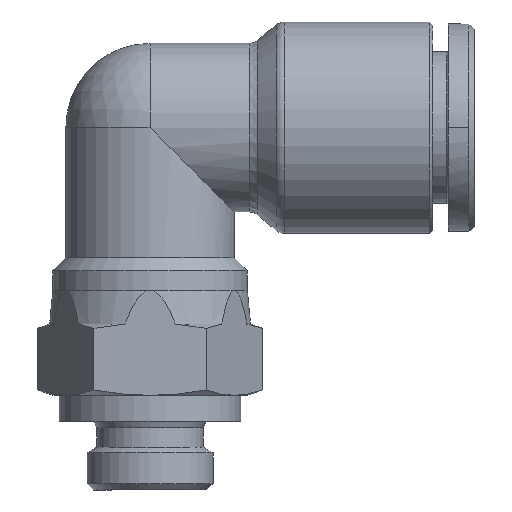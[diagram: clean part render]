
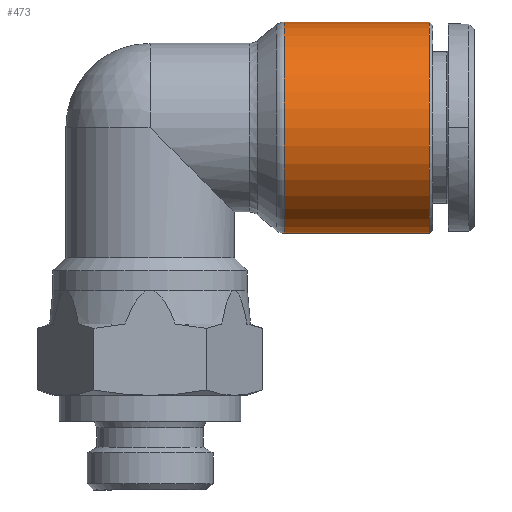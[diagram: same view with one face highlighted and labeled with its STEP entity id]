
A CAD part, front view. The second image highlights one B-rep face of the part: STEP entity #473.
In plain terms, the highlighted cylindrical face has radius 8.15 mm (diameter 16.3 mm), a partial arc.
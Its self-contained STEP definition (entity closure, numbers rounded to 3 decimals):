
#432=CARTESIAN_POINT('',(5.767,0.,0.));
#433=DIRECTION('',(1.0,0.0,0.0));
#434=DIRECTION('',(0.0,0.0,1.0));
#435=AXIS2_PLACEMENT_3D('',#432,#433,#434);
#436=CYLINDRICAL_SURFACE('',#435,8.15);
#437=CARTESIAN_POINT('',(1.126,0.,8.15));
#438=VERTEX_POINT('',#437);
#439=CARTESIAN_POINT('',(12.317,0.,8.15));
#440=VERTEX_POINT('',#439);
#441=CARTESIAN_POINT('',(1.126,0.,8.15));
#442=DIRECTION('',(1.0,0.0,0.0));
#443=VECTOR('',#442,11.191);
#444=LINE('',#441,#443);
#445=EDGE_CURVE('',#438,#440,#444,.T.);
#446=ORIENTED_EDGE('',*,*,#445,.F.);
#447=CARTESIAN_POINT('',(1.126,0.,-8.15));
#448=VERTEX_POINT('',#447);
#449=CARTESIAN_POINT('',(1.126,0.,0.));
#450=DIRECTION('',(-1.0,0.0,0.0));
#451=DIRECTION('',(0.0,0.0,-1.0));
#452=AXIS2_PLACEMENT_3D('',#449,#450,#451);
#453=CIRCLE('',#452,8.15);
#454=EDGE_CURVE('',#448,#438,#453,.T.);
#455=ORIENTED_EDGE('',*,*,#454,.F.);
#456=CARTESIAN_POINT('',(12.317,0.,-8.15));
#457=VERTEX_POINT('',#456);
#458=CARTESIAN_POINT('',(12.317,0.,-8.15));
#459=DIRECTION('',(-1.0,0.0,0.0));
#460=VECTOR('',#459,11.191);
#461=LINE('',#458,#460);
#462=EDGE_CURVE('',#457,#448,#461,.T.);
#463=ORIENTED_EDGE('',*,*,#462,.F.);
#464=CARTESIAN_POINT('',(12.317,0.,0.));
#465=DIRECTION('',(1.0,0.0,0.0));
#466=DIRECTION('',(0.0,0.0,1.0));
#467=AXIS2_PLACEMENT_3D('',#464,#465,#466);
#468=CIRCLE('',#467,8.15);
#469=EDGE_CURVE('',#440,#457,#468,.T.);
#470=ORIENTED_EDGE('',*,*,#469,.F.);
#471=EDGE_LOOP('',(#446,#455,#463,#470));
#472=FACE_OUTER_BOUND('',#471,.T.);
#473=ADVANCED_FACE('',(#472),#436,.T.);
